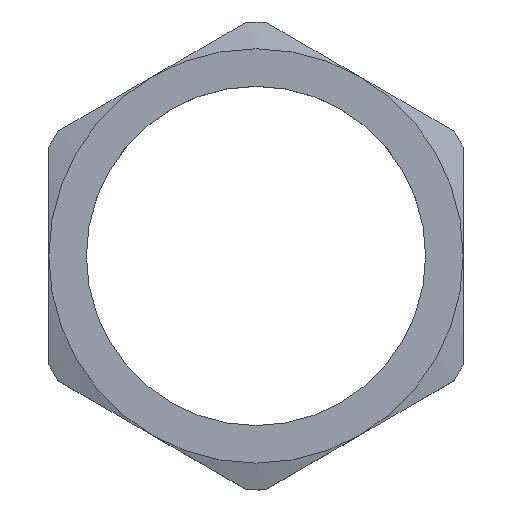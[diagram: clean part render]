
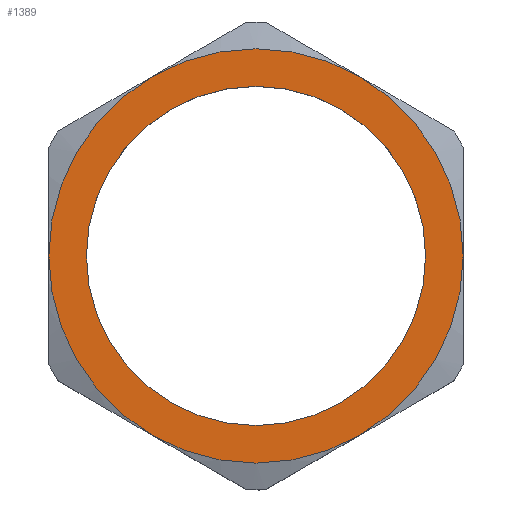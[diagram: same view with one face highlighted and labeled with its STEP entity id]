
A CAD part, top view. The second image highlights one B-rep face of the part: STEP entity #1389.
In plain terms, the highlighted planar face has unit normal (0, 0, 1).
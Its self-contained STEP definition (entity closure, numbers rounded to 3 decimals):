
#102=CARTESIAN_POINT('',(0.0,6.958,12.05));
#103=VERTEX_POINT('',#102);
#104=CARTESIAN_POINT('',(0.0,0.0,12.05));
#105=DIRECTION('',(0.0,0.0,-1.0));
#106=DIRECTION('',(0.0,1.0,0.0));
#107=AXIS2_PLACEMENT_3D('',#104,#105,#106);
#108=CIRCLE('',#107,6.959);
#109=EDGE_CURVE('',#103,#103,#108,.T.);
#142=CARTESIAN_POINT('',(4.25,7.361,12.05));
#143=VERTEX_POINT('',#142);
#166=CARTESIAN_POINT('',(-4.25,7.361,12.05));
#167=VERTEX_POINT('',#166);
#181=CARTESIAN_POINT('',(0.0,0.0,12.05));
#182=DIRECTION('',(0.0,0.0,1.0));
#183=DIRECTION('',(0.0,-1.0,0.0));
#184=AXIS2_PLACEMENT_3D('',#181,#182,#183);
#185=CIRCLE('',#184,8.5);
#186=EDGE_CURVE('',#143,#167,#185,.T.);
#219=CARTESIAN_POINT('',(4.25,-7.361,12.05));
#220=VERTEX_POINT('',#219);
#243=CARTESIAN_POINT('',(8.5,0.0,12.05));
#244=VERTEX_POINT('',#243);
#258=CARTESIAN_POINT('',(0.0,0.0,12.05));
#259=DIRECTION('',(0.0,0.0,1.0));
#260=DIRECTION('',(0.0,-1.0,0.0));
#261=AXIS2_PLACEMENT_3D('',#258,#259,#260);
#262=CIRCLE('',#261,8.5);
#263=EDGE_CURVE('',#220,#244,#262,.T.);
#331=CARTESIAN_POINT('',(0.0,0.0,12.05));
#332=DIRECTION('',(0.0,0.0,1.0));
#333=DIRECTION('',(0.0,-1.0,0.0));
#334=AXIS2_PLACEMENT_3D('',#331,#332,#333);
#335=CIRCLE('',#334,8.5);
#336=EDGE_CURVE('',#244,#143,#335,.T.);
#367=CARTESIAN_POINT('',(-8.5,0.0,12.05));
#368=VERTEX_POINT('',#367);
#384=CARTESIAN_POINT('',(0.0,0.0,12.05));
#385=DIRECTION('',(0.0,0.0,1.0));
#386=DIRECTION('',(0.0,-1.0,0.0));
#387=AXIS2_PLACEMENT_3D('',#384,#385,#386);
#388=CIRCLE('',#387,8.5);
#389=EDGE_CURVE('',#167,#368,#388,.T.);
#442=CARTESIAN_POINT('',(-4.25,-7.361,12.05));
#443=VERTEX_POINT('',#442);
#459=CARTESIAN_POINT('',(0.0,0.0,12.05));
#460=DIRECTION('',(0.0,0.0,1.0));
#461=DIRECTION('',(0.0,-1.0,0.0));
#462=AXIS2_PLACEMENT_3D('',#459,#460,#461);
#463=CIRCLE('',#462,8.5);
#464=EDGE_CURVE('',#368,#443,#463,.T.);
#554=CARTESIAN_POINT('',(0.0,0.0,12.05));
#555=DIRECTION('',(0.0,0.0,1.0));
#556=DIRECTION('',(0.0,-1.0,0.0));
#557=AXIS2_PLACEMENT_3D('',#554,#555,#556);
#558=CIRCLE('',#557,8.5);
#559=EDGE_CURVE('',#443,#220,#558,.T.);
#1373=CARTESIAN_POINT('',(0.0,0.0,12.05));
#1374=DIRECTION('',(0.0,0.0,1.0));
#1375=DIRECTION('',(0.0,-1.0,0.0));
#1376=AXIS2_PLACEMENT_3D('',#1373,#1374,#1375);
#1377=PLANE('',#1376);
#1378=ORIENTED_EDGE('',*,*,#336,.T.);
#1379=ORIENTED_EDGE('',*,*,#186,.T.);
#1380=ORIENTED_EDGE('',*,*,#389,.T.);
#1381=ORIENTED_EDGE('',*,*,#464,.T.);
#1382=ORIENTED_EDGE('',*,*,#559,.T.);
#1383=ORIENTED_EDGE('',*,*,#263,.T.);
#1384=EDGE_LOOP('',(#1378,#1379,#1380,#1381,#1382,#1383));
#1385=FACE_OUTER_BOUND('',#1384,.T.);
#1386=ORIENTED_EDGE('',*,*,#109,.T.);
#1387=EDGE_LOOP('',(#1386));
#1388=FACE_BOUND('',#1387,.T.);
#1389=ADVANCED_FACE('',(#1385,#1388),#1377,.T.);
